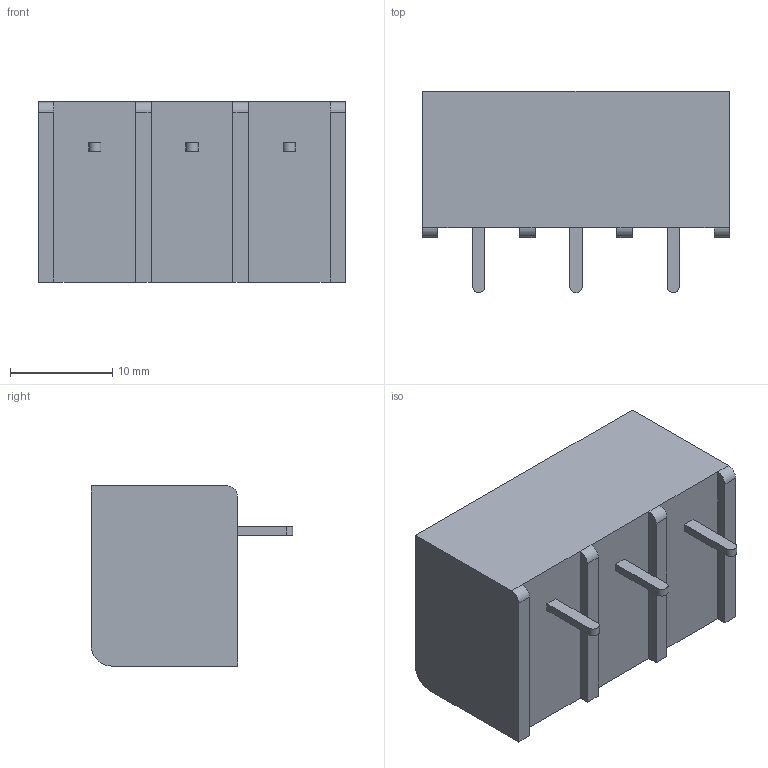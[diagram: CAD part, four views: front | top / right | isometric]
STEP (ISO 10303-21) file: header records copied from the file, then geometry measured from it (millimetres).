
FILE_DESCRIPTION (( 'STEP AP214' ), '1' );
FILE_NAME ('YK4410303000G.STEP', '2022-12-12T18:05:39', ( '' ), ( '' ), 'SwSTEP 2.0', 'SolidWorks 2017', '' );
FILE_SCHEMA (( 'AUTOMOTIVE_DESIGN' ));
Length unit declared in the file: millimetre
Products named in the file (1): YK4410303000G
Bounding box: 30 x 19.7 x 17.6 mm (x, y, z)
Volume: 5272.5 mm3; surface area: 4452.4 mm2
Topology: 10 solids, 10 shells, 263 faces, 702 edges, 459 vertices
Faces by surface type: plane 213, cylinder 29, torus 15, cone 6
Entity records: 8315 total; most frequent: CARTESIAN_POINT 1563, ORIENTED_EDGE 1404, DIRECTION 1336, EDGE_CURVE 702, VECTOR 548, LINE 548, VERTEX_POINT 459, AXIS2_PLACEMENT_3D 394
